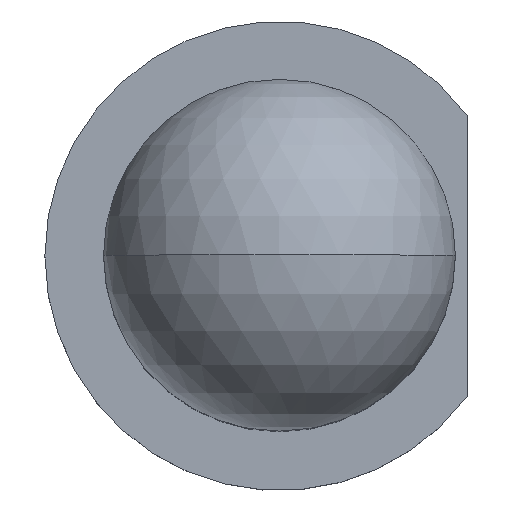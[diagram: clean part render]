
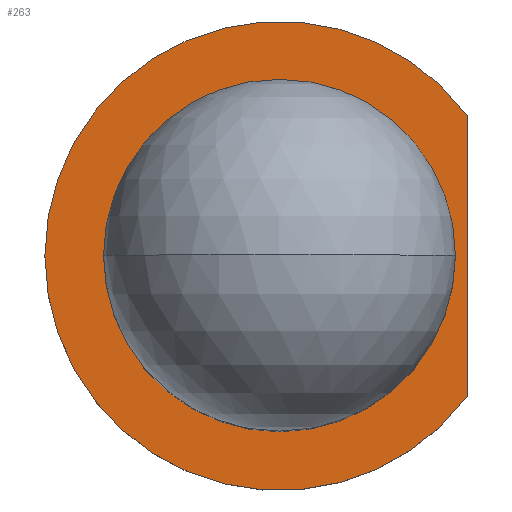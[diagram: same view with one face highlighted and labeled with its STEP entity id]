
A CAD part, top view. The second image highlights one B-rep face of the part: STEP entity #263.
In plain terms, the highlighted planar face has unit normal (0, 0, 1).
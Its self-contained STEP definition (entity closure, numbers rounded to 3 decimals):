
#4 = CIRCLE ( 'NONE', #83, 1.5 ) ;
#78 = AXIS2_PLACEMENT_3D ( 'NONE', #1025, #1024, #1022 ) ;
#83 = AXIS2_PLACEMENT_3D ( 'NONE', #952, #766, #762 ) ;
#98 = AXIS2_PLACEMENT_3D ( 'NONE', #958, #957, #955 ) ;
#118 = CIRCLE ( 'NONE', #98, 2. ) ;
#142 = CIRCLE ( 'NONE', #78, 1.5 ) ;
#158 = CIRCLE ( 'NONE', #167, 2. ) ;
#167 = AXIS2_PLACEMENT_3D ( 'NONE', #986, #985, #984 ) ;
#169 = VECTOR ( 'NONE', #954, 1000. ) ;
#220 = AXIS2_PLACEMENT_3D ( 'NONE', #526, #525, #681 ) ;
#263 = ADVANCED_FACE ( 'NONE', ( #541, #538 ), #536, .T. ) ;
#270 = EDGE_CURVE ( 'NONE', #316, #380, #142, .T. ) ;
#281 = EDGE_CURVE ( 'NONE', #463, #387, #158, .T. ) ;
#290 = EDGE_CURVE ( 'NONE', #446, #463, #118, .T. ) ;
#291 = EDGE_CURVE ( 'NONE', #387, #446, #977, .T. ) ;
#292 = EDGE_CURVE ( 'NONE', #380, #316, #4, .T. ) ;
#316 = VERTEX_POINT ( 'NONE', #922 ) ;
#320 = EDGE_LOOP ( 'NONE', ( #366, #345, #368 ) ) ;
#328 = ORIENTED_EDGE ( 'NONE', *, *, #270, .F. ) ;
#338 = EDGE_LOOP ( 'NONE', ( #421, #328 ) ) ;
#345 = ORIENTED_EDGE ( 'NONE', *, *, #281, .T. ) ;
#366 = ORIENTED_EDGE ( 'NONE', *, *, #290, .T. ) ;
#368 = ORIENTED_EDGE ( 'NONE', *, *, #291, .T. ) ;
#380 = VERTEX_POINT ( 'NONE', #918 ) ;
#387 = VERTEX_POINT ( 'NONE', #914 ) ;
#421 = ORIENTED_EDGE ( 'NONE', *, *, #292, .F. ) ;
#446 = VERTEX_POINT ( 'NONE', #909 ) ;
#463 = VERTEX_POINT ( 'NONE', #995 ) ;
#525 = DIRECTION ( 'NONE',  ( 0., 0., 1. ) ) ;
#526 = CARTESIAN_POINT ( 'NONE',  ( 0., 0., 0.6 ) ) ;
#536 = PLANE ( 'NONE',  #220 ) ;
#538 = FACE_BOUND ( 'NONE', #338, .T. ) ;
#541 = FACE_OUTER_BOUND ( 'NONE', #320, .T. ) ;
#681 = DIRECTION ( 'NONE',  ( 1., 0., 0. ) ) ;
#762 = DIRECTION ( 'NONE',  ( 1., 0., 0. ) ) ;
#766 = DIRECTION ( 'NONE',  ( 0., 0., 1. ) ) ;
#909 = CARTESIAN_POINT ( 'NONE',  ( 1.6, 1.2, 0.6 ) ) ;
#914 = CARTESIAN_POINT ( 'NONE',  ( 1.6, -1.2, 0.6 ) ) ;
#918 = CARTESIAN_POINT ( 'NONE',  ( -1.5, 0., 0.6 ) ) ;
#922 = CARTESIAN_POINT ( 'NONE',  ( 1.5, 0., 0.6 ) ) ;
#952 = CARTESIAN_POINT ( 'NONE',  ( 0., 0., 0.6 ) ) ;
#954 = DIRECTION ( 'NONE',  ( 0., 1., 0. ) ) ;
#955 = DIRECTION ( 'NONE',  ( 1., 0., 0. ) ) ;
#957 = DIRECTION ( 'NONE',  ( 0., 0., 1. ) ) ;
#958 = CARTESIAN_POINT ( 'NONE',  ( 0., 0., 0.6 ) ) ;
#977 = LINE ( 'NONE', #978, #169 ) ;
#978 = CARTESIAN_POINT ( 'NONE',  ( 1.6, 1.2, 0.6 ) ) ;
#984 = DIRECTION ( 'NONE',  ( 1., 0., 0. ) ) ;
#985 = DIRECTION ( 'NONE',  ( 0., 0., 1. ) ) ;
#986 = CARTESIAN_POINT ( 'NONE',  ( 0., 0., 0.6 ) ) ;
#995 = CARTESIAN_POINT ( 'NONE',  ( -2., 0., 0.6 ) ) ;
#1022 = DIRECTION ( 'NONE',  ( 1., 0., 0. ) ) ;
#1024 = DIRECTION ( 'NONE',  ( 0., 0., 1. ) ) ;
#1025 = CARTESIAN_POINT ( 'NONE',  ( 0., 0., 0.6 ) ) ;
